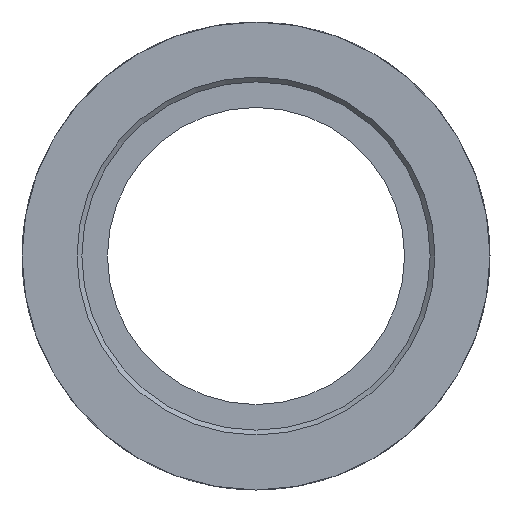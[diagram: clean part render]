
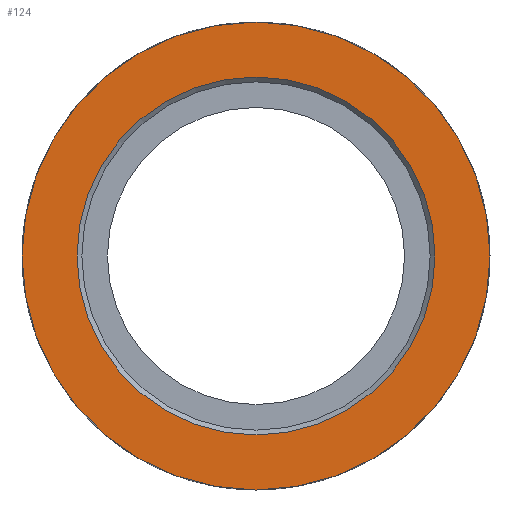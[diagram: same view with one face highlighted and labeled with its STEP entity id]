
A CAD part, left-side view. The second image highlights one B-rep face of the part: STEP entity #124.
In plain terms, the highlighted planar face has unit normal (-1, 0, 0).
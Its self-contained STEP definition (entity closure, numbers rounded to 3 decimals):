
#124 = ADVANCED_FACE( '', ( #247, #248 ), #249, .F. );
#247 = FACE_OUTER_BOUND( '', #372, .T. );
#248 = FACE_BOUND( '', #373, .T. );
#249 = PLANE( '', #374 );
#372 = EDGE_LOOP( '', ( #714 ) );
#373 = EDGE_LOOP( '', ( #715 ) );
#374 = AXIS2_PLACEMENT_3D( '', #716, #717, #718 );
#714 = ORIENTED_EDGE( '', *, *, #743, .F. );
#715 = ORIENTED_EDGE( '', *, *, #796, .T. );
#716 = CARTESIAN_POINT( '', ( -24.5, 0., 0. ) );
#717 = DIRECTION( '', ( 1., 0., 0. ) );
#718 = DIRECTION( '', ( 0., 0., -1. ) );
#743 = EDGE_CURVE( '', #857, #857, #858, .T. );
#796 = EDGE_CURVE( '', #950, #950, #951, .T. );
#857 = VERTEX_POINT( '', #1033 );
#858 = CIRCLE( '', #1034, 18.5 );
#950 = VERTEX_POINT( '', #1154 );
#951 = CIRCLE( '', #1155, 14.15 );
#1033 = CARTESIAN_POINT( '', ( -24.5, 0., -18.5 ) );
#1034 = AXIS2_PLACEMENT_3D( '', #1246, #1247, #1248 );
#1154 = CARTESIAN_POINT( '', ( -24.5, 0., -14.15 ) );
#1155 = AXIS2_PLACEMENT_3D( '', #1349, #1350, #1351 );
#1246 = CARTESIAN_POINT( '', ( -24.5, 0., 0. ) );
#1247 = DIRECTION( '', ( 1., 0., 0. ) );
#1248 = DIRECTION( '', ( 0., 0., -1. ) );
#1349 = CARTESIAN_POINT( '', ( -24.5, 0., 0. ) );
#1350 = DIRECTION( '', ( 1., 0., 0. ) );
#1351 = DIRECTION( '', ( 0., 0., -1. ) );
